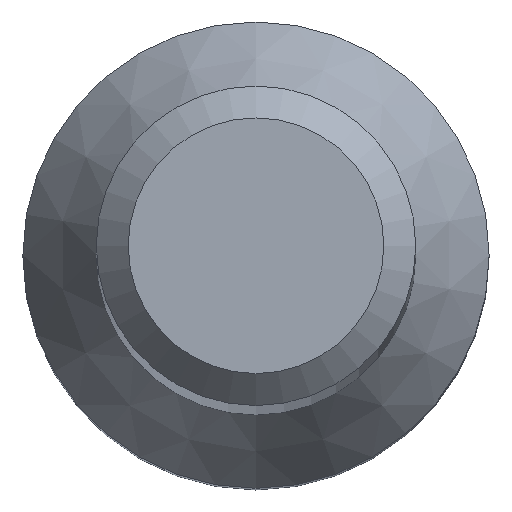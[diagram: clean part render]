
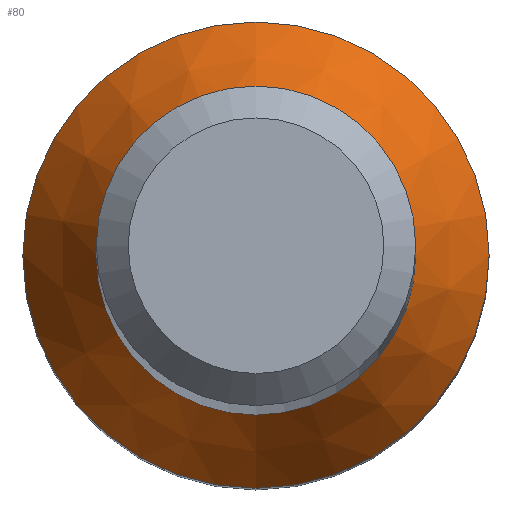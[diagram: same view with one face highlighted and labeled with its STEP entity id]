
A CAD part, top view. The second image highlights one B-rep face of the part: STEP entity #80.
In plain terms, the highlighted conical face has half-angle 30 degrees and reference radius 2.919 mm.
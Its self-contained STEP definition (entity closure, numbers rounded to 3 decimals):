
#5 = AXIS2_PLACEMENT_3D ( 'NONE', #62, #75, #23 ) ;
#18 = EDGE_LOOP ( 'NONE', ( #228 ) ) ;
#23 = DIRECTION ( 'NONE',  ( 0., 1., 0. ) ) ;
#37 = CONICAL_SURFACE ( 'NONE', #5, 2.919, 0.524 ) ;
#40 = CARTESIAN_POINT ( 'NONE',  ( 0., 0., 13.992 ) ) ;
#42 = FACE_OUTER_BOUND ( 'NONE', #18, .T. ) ;
#43 = CARTESIAN_POINT ( 'NONE',  ( 0., 0., 12.4 ) ) ;
#62 = CARTESIAN_POINT ( 'NONE',  ( 0., 0., 12.4 ) ) ;
#75 = DIRECTION ( 'NONE',  ( 0., 0., -1. ) ) ;
#80 = ADVANCED_FACE ( 'NONE', ( #114, #42 ), #37, .T. ) ;
#93 = EDGE_LOOP ( 'NONE', ( #112 ) ) ;
#98 = CIRCLE ( 'NONE', #187, 2.919 ) ;
#112 = ORIENTED_EDGE ( 'NONE', *, *, #159, .T. ) ;
#114 = FACE_BOUND ( 'NONE', #93, .T. ) ;
#118 = DIRECTION ( 'NONE',  ( 0., 1., 0. ) ) ;
#119 = DIRECTION ( 'NONE',  ( 0., 0., -1. ) ) ;
#120 = EDGE_CURVE ( 'NONE', #121, #121, #98, .T. ) ;
#121 = VERTEX_POINT ( 'NONE', #140 ) ;
#125 = VERTEX_POINT ( 'NONE', #202 ) ;
#132 = DIRECTION ( 'NONE',  ( 0., 1., 0. ) ) ;
#134 = CIRCLE ( 'NONE', #180, 2. ) ;
#140 = CARTESIAN_POINT ( 'NONE',  ( 0., 2.919, 12.4 ) ) ;
#159 = EDGE_CURVE ( 'NONE', #125, #125, #134, .T. ) ;
#173 = DIRECTION ( 'NONE',  ( 0., 0., -1. ) ) ;
#180 = AXIS2_PLACEMENT_3D ( 'NONE', #40, #173, #132 ) ;
#187 = AXIS2_PLACEMENT_3D ( 'NONE', #43, #119, #118 ) ;
#202 = CARTESIAN_POINT ( 'NONE',  ( 0., 2., 13.992 ) ) ;
#228 = ORIENTED_EDGE ( 'NONE', *, *, #120, .F. ) ;
